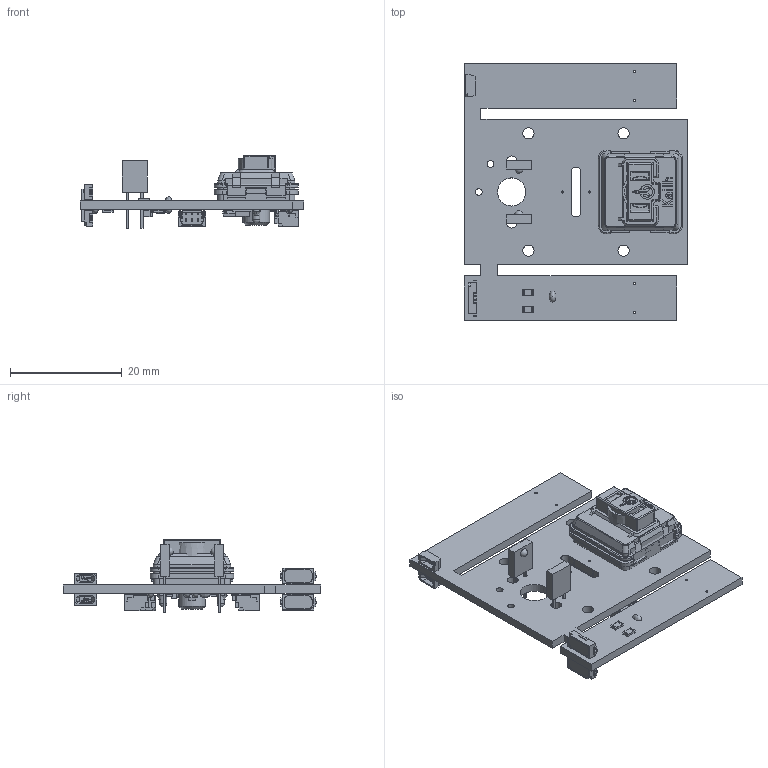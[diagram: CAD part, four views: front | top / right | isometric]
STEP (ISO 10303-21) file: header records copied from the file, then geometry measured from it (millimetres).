
FILE_DESCRIPTION(('KiCad electronic assembly'),'2;1');
FILE_NAME('button_pcb_v1.0.step','2025-12-31T09:15:15',('Pcbnew'),( 'Kicad'),'Open CASCADE STEP processor 7.9','KiCad to STEP converter' ,'Unknown');
FILE_SCHEMA(('AUTOMOTIVE_DESIGN { 1 0 10303 214 1 1 1 1 }'));
Length unit declared in the file: millimetre
Products named in the file (26): button_pcb_v1.0 1; LUXEON_3014; User Library-WS2812-4020; SW_Kailh_Choc_V1; HE_PG1353; Kailh_PG1352; IR908-7C; Body; Lens; LeadA; LeadB; PT908-7C; LensPT; Mirrored LeadA; Mirrored LeadB; SolderJump; R_0805_2012Metric; SM3B-SRSS-TB; C_0603_1608Metric; SOT-23-3; C_0805_2012Metric; D_SOD-123F; button_PCB
Assembly tree (39 placements, depth 3):
  button_pcb_v1.0 1
    LUXEON_3014  x2
    User Library-WS2812-4020  x2
    SW_Kailh_Choc_V1
    HE_PG1353
      Kailh_PG1352
      Kailh_PG1352
      Kailh_PG1352
    IR908-7C
      Body
      Lens
      LeadA
      LeadB
    PT908-7C
      Body
      LensPT
      Mirrored LeadA
      Mirrored LeadB
    SolderJump  x7
    R_0805_2012Metric  x5
    SM3B-SRSS-TB  x3
    C_0603_1608Metric
    SOT-23-3
    C_0805_2012Metric
    D_SOD-123F
    button_PCB
Bounding box: 40 x 46 x 13.05 mm (x, y, z)
Volume: 4672.1 mm3; surface area: 7575 mm2
Topology: 73 solids, 73 shells, 2193 faces, 5957 edges, 3914 vertices
Faces by surface type: plane 1447, bspline 445, cylinder 281, cone 16, revolution 2, sphere 2
Full cylindrical faces by diameter (mm): 0.4 x6, 0.6 x2, 1.2 x3, 1.3 x2, 1.9 x3, 2 x4, 2.5 x1, 4.8 x1, 5 x1, 5.05 x1
Entity records: 53306 total; most frequent: CARTESIAN_POINT 13949, ORIENTED_EDGE 7784, DIRECTION 4845, EDGE_CURVE 3892, VERTEX_POINT 2542, LINE 1859, VECTOR 1859, FACE_BOUND 1560
